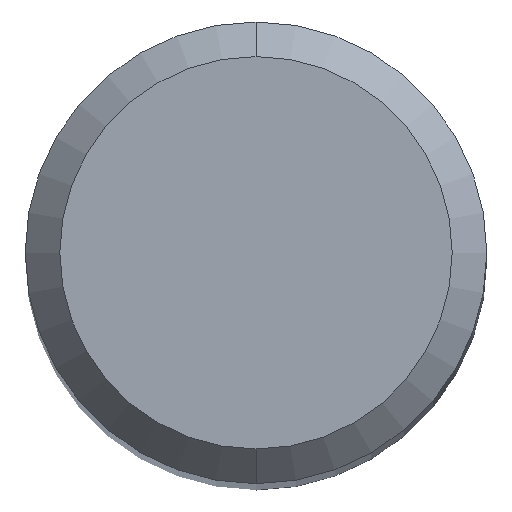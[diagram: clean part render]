
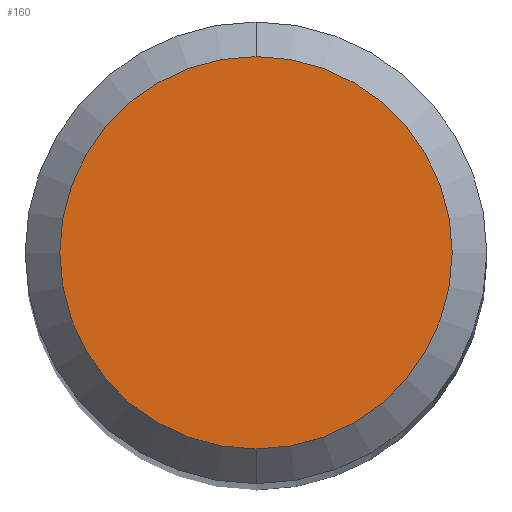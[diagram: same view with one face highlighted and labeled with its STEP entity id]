
A CAD part, top view. The second image highlights one B-rep face of the part: STEP entity #160.
In plain terms, the highlighted planar face has unit normal (0, 0, 1).
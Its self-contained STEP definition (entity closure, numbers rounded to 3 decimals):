
#100=EDGE_CURVE('',#198,#116,#242,.T.);
#116=VERTEX_POINT('',#260);
#160=ADVANCED_FACE('',(#308),#309,.T.);
#198=VERTEX_POINT('',#353);
#208=EDGE_CURVE('',#116,#198,#364,.T.);
#242=CIRCLE('',#395,1.7);
#260=CARTESIAN_POINT('',(0.,-1.7,0.0));
#308=FACE_OUTER_BOUND('',#479,.T.);
#309=PLANE('',#480);
#353=CARTESIAN_POINT('',(0.0,1.7,0.0));
#364=CIRCLE('',#548,1.7);
#395=AXIS2_PLACEMENT_3D('',#573,#574,#575);
#479=EDGE_LOOP('',(#651,#652));
#480=AXIS2_PLACEMENT_3D('',#653,#654,#655);
#548=AXIS2_PLACEMENT_3D('',#722,#723,#724);
#573=CARTESIAN_POINT('',(0.0,0.0,0.0));
#574=DIRECTION('',(0.0,0.0,-1.0));
#575=DIRECTION('',(0.0,1.0,0.0));
#651=ORIENTED_EDGE('',*,*,#100,.F.);
#652=ORIENTED_EDGE('',*,*,#208,.F.);
#653=CARTESIAN_POINT('',(0.0,0.85,0.0));
#654=DIRECTION('',(-0.0,0.0,1.0));
#655=DIRECTION('',(0.0,-1.0,0.0));
#722=CARTESIAN_POINT('',(0.0,0.0,0.0));
#723=DIRECTION('',(0.0,0.0,-1.0));
#724=DIRECTION('',(0.0,1.0,0.0));
